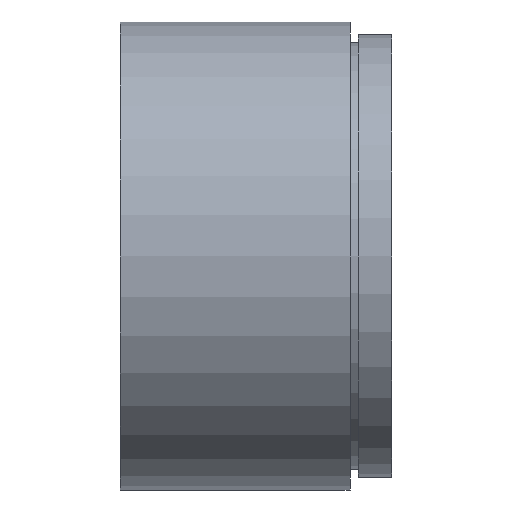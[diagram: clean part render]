
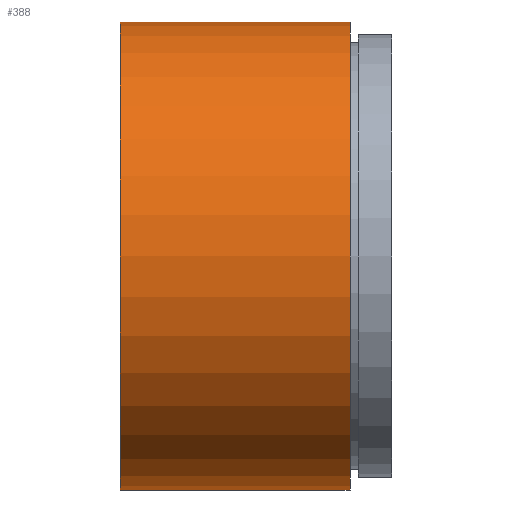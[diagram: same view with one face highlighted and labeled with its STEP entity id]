
A CAD part, left-side view. The second image highlights one B-rep face of the part: STEP entity #388.
In plain terms, the highlighted cylindrical face has radius 28 mm (diameter 56 mm), a partial arc.
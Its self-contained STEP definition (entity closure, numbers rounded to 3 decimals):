
#17 = VERTEX_POINT ( 'NONE', #600 ) ;
#23 = DIRECTION ( 'NONE',  ( 0., 0., -1. ) ) ;
#26 = DIRECTION ( 'NONE',  ( 0., -1., 0. ) ) ;
#34 = AXIS2_PLACEMENT_3D ( 'NONE', #241, #26, #23 ) ;
#39 = EDGE_CURVE ( 'NONE', #644, #298, #267, .T. ) ;
#51 = CIRCLE ( 'NONE', #34, 28. ) ;
#56 = DIRECTION ( 'NONE',  ( 0., 0., -1. ) ) ;
#58 = DIRECTION ( 'NONE',  ( 0., -1., 0. ) ) ;
#63 = FACE_OUTER_BOUND ( 'NONE', #635, .T. ) ;
#72 = CARTESIAN_POINT ( 'NONE',  ( 0., 5., -28. ) ) ;
#86 = ORIENTED_EDGE ( 'NONE', *, *, #140, .F. ) ;
#120 = ORIENTED_EDGE ( 'NONE', *, *, #39, .F. ) ;
#121 = DIRECTION ( 'NONE',  ( 0., 0., -1. ) ) ;
#140 = EDGE_CURVE ( 'NONE', #298, #426, #583, .T. ) ;
#147 = EDGE_CURVE ( 'NONE', #17, #426, #235, .T. ) ;
#150 = AXIS2_PLACEMENT_3D ( 'NONE', #584, #413, #121 ) ;
#235 = LINE ( 'NONE', #615, #573 ) ;
#238 = CARTESIAN_POINT ( 'NONE',  ( 0., 0., 28. ) ) ;
#241 = CARTESIAN_POINT ( 'NONE',  ( 0., 32.5, 0. ) ) ;
#267 = LINE ( 'NONE', #238, #374 ) ;
#298 = VERTEX_POINT ( 'NONE', #622 ) ;
#340 = DIRECTION ( 'NONE',  ( 0., -1., 0. ) ) ;
#358 = CARTESIAN_POINT ( 'NONE',  ( 0., 32.5, 28. ) ) ;
#374 = VECTOR ( 'NONE', #638, 1000. ) ;
#388 = ADVANCED_FACE ( 'NONE', ( #63 ), #567, .T. ) ;
#413 = DIRECTION ( 'NONE',  ( 0., -1., 0. ) ) ;
#426 = VERTEX_POINT ( 'NONE', #72 ) ;
#478 = AXIS2_PLACEMENT_3D ( 'NONE', #529, #58, #56 ) ;
#499 = EDGE_CURVE ( 'NONE', #644, #17, #51, .T. ) ;
#529 = CARTESIAN_POINT ( 'NONE',  ( 0., 0., 0. ) ) ;
#555 = ORIENTED_EDGE ( 'NONE', *, *, #147, .T. ) ;
#567 = CYLINDRICAL_SURFACE ( 'NONE', #478, 28. ) ;
#573 = VECTOR ( 'NONE', #340, 1000. ) ;
#583 = CIRCLE ( 'NONE', #150, 28. ) ;
#584 = CARTESIAN_POINT ( 'NONE',  ( 0., 5., 0. ) ) ;
#591 = ORIENTED_EDGE ( 'NONE', *, *, #499, .T. ) ;
#600 = CARTESIAN_POINT ( 'NONE',  ( 0., 32.5, -28. ) ) ;
#615 = CARTESIAN_POINT ( 'NONE',  ( 0., 0., -28. ) ) ;
#622 = CARTESIAN_POINT ( 'NONE',  ( 0., 5., 28. ) ) ;
#635 = EDGE_LOOP ( 'NONE', ( #120, #591, #555, #86 ) ) ;
#638 = DIRECTION ( 'NONE',  ( 0., -1., 0. ) ) ;
#644 = VERTEX_POINT ( 'NONE', #358 ) ;
